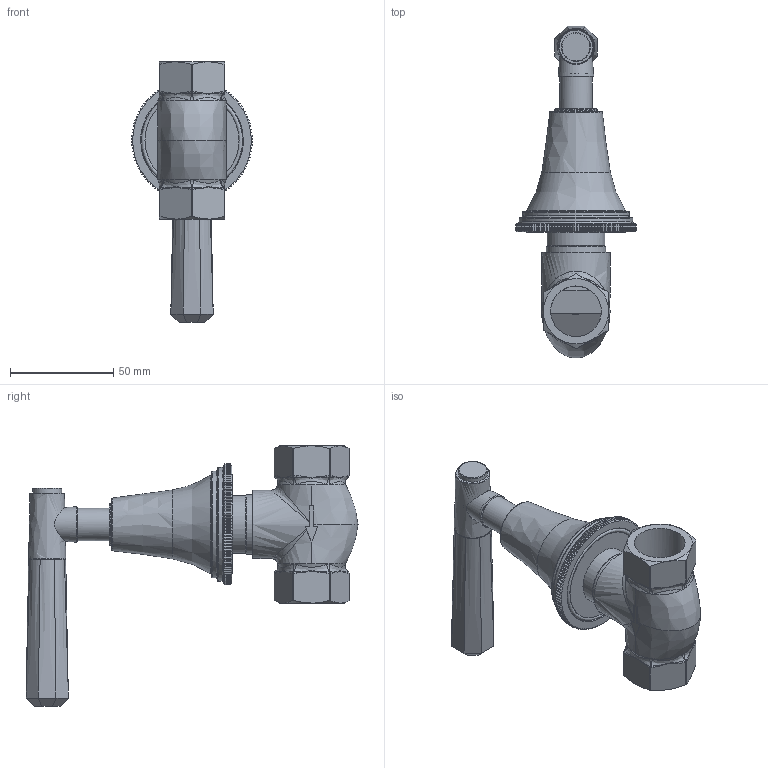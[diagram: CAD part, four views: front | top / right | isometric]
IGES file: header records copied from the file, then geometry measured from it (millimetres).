
Global section: file name: V607-TBCR CCR; native system: Autodesk Inventor 2020; preprocessor: unknown; author: adaniels; date: 20210812.140459; units: millimetre
Bounding box: 58.49 x 160.64 x 126.1 mm (x, y, z)
Volume: 139032 mm3; surface area: 68552.9 mm2
Topology: 23 solids, 23 shells, 1409 faces, 3495 edges, 2161 vertices
Faces by surface type: bspline 1409
